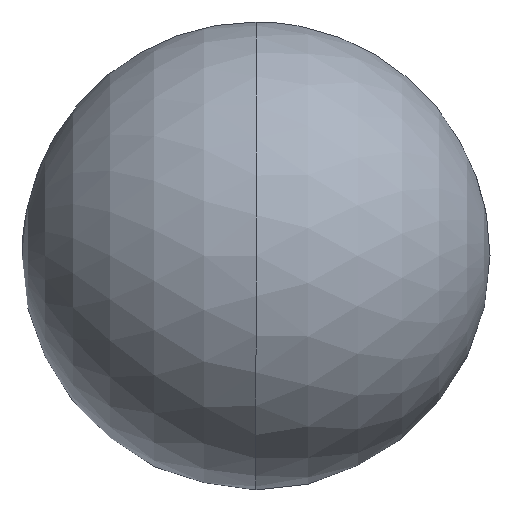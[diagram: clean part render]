
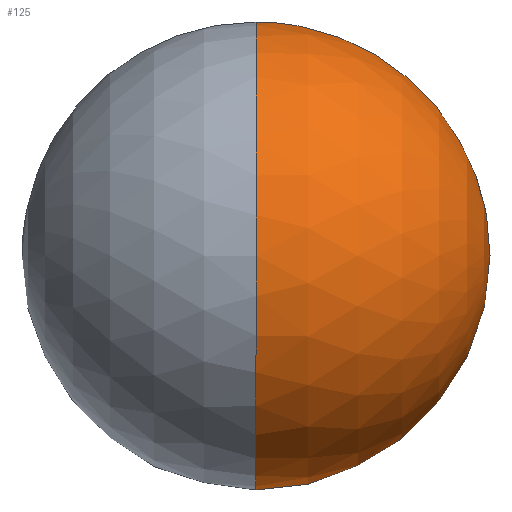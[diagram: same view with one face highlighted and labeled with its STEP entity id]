
A CAD part, top view. The second image highlights one B-rep face of the part: STEP entity #125.
In plain terms, the highlighted spherical face has radius 10 mm.
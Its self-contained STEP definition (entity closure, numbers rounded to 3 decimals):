
#6 = VERTEX_POINT ( 'NONE', #140 ) ;
#8 = EDGE_LOOP ( 'NONE', ( #58, #31, #252, #118 ) ) ;
#10 = CIRCLE ( 'NONE', #137, 10. ) ;
#13 = CARTESIAN_POINT ( 'NONE',  ( 0., 0., 100. ) ) ;
#24 = SPHERICAL_SURFACE ( 'NONE', #132, 10. ) ;
#25 = CIRCLE ( 'NONE', #230, 10. ) ;
#31 = ORIENTED_EDGE ( 'NONE', *, *, #174, .F. ) ;
#33 = DIRECTION ( 'NONE',  ( 1., 0., 0. ) ) ;
#43 = CARTESIAN_POINT ( 'NONE',  ( 0., -5., 91.34 ) ) ;
#45 = VERTEX_POINT ( 'NONE', #212 ) ;
#58 = ORIENTED_EDGE ( 'NONE', *, *, #112, .F. ) ;
#66 = EDGE_CURVE ( 'NONE', #300, #6, #282, .T. ) ;
#80 = CARTESIAN_POINT ( 'NONE',  ( 0., 0., 100. ) ) ;
#111 = AXIS2_PLACEMENT_3D ( 'NONE', #260, #211, #33 ) ;
#112 = EDGE_CURVE ( 'NONE', #155, #45, #25, .T. ) ;
#118 = ORIENTED_EDGE ( 'NONE', *, *, #241, .T. ) ;
#125 = ADVANCED_FACE ( 'NONE', ( #270 ), #24, .T. ) ;
#127 = DIRECTION ( 'NONE',  ( 0., -1., 0. ) ) ;
#132 = AXIS2_PLACEMENT_3D ( 'NONE', #80, #239, #217 ) ;
#137 = AXIS2_PLACEMENT_3D ( 'NONE', #219, #267, #196 ) ;
#140 = CARTESIAN_POINT ( 'NONE',  ( 5., 0., 91.34 ) ) ;
#154 = CIRCLE ( 'NONE', #221, 5. ) ;
#155 = VERTEX_POINT ( 'NONE', #43 ) ;
#166 = DIRECTION ( 'NONE',  ( 1., 0., 0. ) ) ;
#168 = CARTESIAN_POINT ( 'NONE',  ( 0., 5., 91.34 ) ) ;
#174 = EDGE_CURVE ( 'NONE', #6, #155, #154, .T. ) ;
#196 = DIRECTION ( 'NONE',  ( 0., 0., -1. ) ) ;
#211 = DIRECTION ( 'NONE',  ( 0., 0., -1. ) ) ;
#212 = CARTESIAN_POINT ( 'NONE',  ( 0., 0., 110. ) ) ;
#217 = DIRECTION ( 'NONE',  ( 0., 1., 0. ) ) ;
#219 = CARTESIAN_POINT ( 'NONE',  ( 0., 0., 100. ) ) ;
#220 = DIRECTION ( 'NONE',  ( -1., 0., 0. ) ) ;
#221 = AXIS2_PLACEMENT_3D ( 'NONE', #293, #298, #166 ) ;
#230 = AXIS2_PLACEMENT_3D ( 'NONE', #13, #220, #127 ) ;
#239 = DIRECTION ( 'NONE',  ( -1., 0., 0. ) ) ;
#241 = EDGE_CURVE ( 'NONE', #300, #45, #10, .T. ) ;
#252 = ORIENTED_EDGE ( 'NONE', *, *, #66, .F. ) ;
#260 = CARTESIAN_POINT ( 'NONE',  ( 0., 0., 91.34 ) ) ;
#267 = DIRECTION ( 'NONE',  ( 1., 0., 0. ) ) ;
#270 = FACE_OUTER_BOUND ( 'NONE', #8, .T. ) ;
#282 = CIRCLE ( 'NONE', #111, 5. ) ;
#293 = CARTESIAN_POINT ( 'NONE',  ( 0., 0., 91.34 ) ) ;
#298 = DIRECTION ( 'NONE',  ( 0., 0., -1. ) ) ;
#300 = VERTEX_POINT ( 'NONE', #168 ) ;
